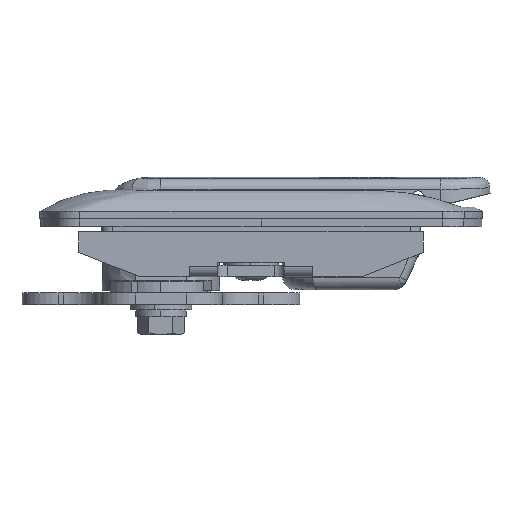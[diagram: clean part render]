
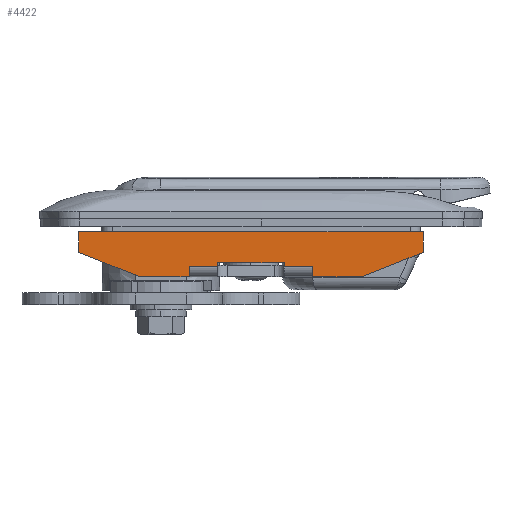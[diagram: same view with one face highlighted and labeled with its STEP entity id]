
A CAD part, left-side view. The second image highlights one B-rep face of the part: STEP entity #4422.
In plain terms, the highlighted face is planar.
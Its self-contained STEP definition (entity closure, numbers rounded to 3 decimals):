
#49 = VERTEX_POINT ( 'NONE', #3326 ) ;
#159 = DIRECTION ( 'NONE',  ( 0., 0., 1. ) ) ;
#438 = DIRECTION ( 'NONE',  ( 0., 1., 0. ) ) ;
#873 = CARTESIAN_POINT ( 'NONE',  ( 14.3, -33.5, -8.8 ) ) ;
#1070 = DIRECTION ( 'NONE',  ( 0., 0., 1. ) ) ;
#1152 = VECTOR ( 'NONE', #3568, 1000. ) ;
#1423 = CARTESIAN_POINT ( 'NONE',  ( 14.3, -33.5, -8.8 ) ) ;
#1562 = CARTESIAN_POINT ( 'NONE',  ( 14.3, -12., 0. ) ) ;
#1736 = VECTOR ( 'NONE', #5264, 1000. ) ;
#1756 = ORIENTED_EDGE ( 'NONE', *, *, #9417, .T. ) ;
#1782 = VECTOR ( 'NONE', #12596, 1000. ) ;
#1796 = DIRECTION ( 'NONE',  ( 0., 0., -1. ) ) ;
#1985 = CARTESIAN_POINT ( 'NONE',  ( 14.3, 12., 0. ) ) ;
#1988 = CARTESIAN_POINT ( 'NONE',  ( 14.3, 12., 0. ) ) ;
#2285 = ORIENTED_EDGE ( 'NONE', *, *, #3259, .F. ) ;
#2404 = VERTEX_POINT ( 'NONE', #2524 ) ;
#2524 = CARTESIAN_POINT ( 'NONE',  ( 14.3, -6.5, -2. ) ) ;
#2737 = VERTEX_POINT ( 'NONE', #1988 ) ;
#2779 = VECTOR ( 'NONE', #159, 1000. ) ;
#2870 = DIRECTION ( 'NONE',  ( 0., 1., 0. ) ) ;
#2917 = CARTESIAN_POINT ( 'NONE',  ( 14.3, 33.5, -2. ) ) ;
#2959 = CARTESIAN_POINT ( 'NONE',  ( 14.3, 21.5, 0. ) ) ;
#3219 = CARTESIAN_POINT ( 'NONE',  ( 14.3, -21.5, 0. ) ) ;
#3231 = CARTESIAN_POINT ( 'NONE',  ( 14.3, 21.5, 0. ) ) ;
#3259 = EDGE_CURVE ( 'NONE', #12454, #4945, #4001, .T. ) ;
#3306 = LINE ( 'NONE', #873, #6581 ) ;
#3326 = CARTESIAN_POINT ( 'NONE',  ( 14.3, 6.5, -2. ) ) ;
#3568 = DIRECTION ( 'NONE',  ( 0., -1., 0. ) ) ;
#3755 = VERTEX_POINT ( 'NONE', #1423 ) ;
#3810 = VECTOR ( 'NONE', #13624, 1000. ) ;
#3924 = VERTEX_POINT ( 'NONE', #9618 ) ;
#3974 = EDGE_CURVE ( 'NONE', #9442, #3755, #3306, .T. ) ;
#4001 = LINE ( 'NONE', #1562, #9522 ) ;
#4321 = LINE ( 'NONE', #12627, #11568 ) ;
#4326 = CARTESIAN_POINT ( 'NONE',  ( 14.3, -33.5, -4.8 ) ) ;
#4376 = LINE ( 'NONE', #3231, #1782 ) ;
#4422 = ADVANCED_FACE ( 'NONE', ( #7728 ), #13884, .F. ) ;
#4648 = LINE ( 'NONE', #9338, #1152 ) ;
#4936 = DIRECTION ( 'NONE',  ( -1., 0., 0. ) ) ;
#4945 = VERTEX_POINT ( 'NONE', #8175 ) ;
#4982 = VERTEX_POINT ( 'NONE', #7024 ) ;
#5106 = ORIENTED_EDGE ( 'NONE', *, *, #10472, .T. ) ;
#5112 = VECTOR ( 'NONE', #2870, 1000. ) ;
#5264 = DIRECTION ( 'NONE',  ( 0., 1., 0. ) ) ;
#5285 = VECTOR ( 'NONE', #13544, 1000. ) ;
#5289 = EDGE_CURVE ( 'NONE', #2737, #6980, #13646, .T. ) ;
#5387 = LINE ( 'NONE', #12235, #8878 ) ;
#5409 = LINE ( 'NONE', #12483, #5285 ) ;
#5433 = LINE ( 'NONE', #2917, #12093 ) ;
#5492 = CARTESIAN_POINT ( 'NONE',  ( 14.3, -12., 0. ) ) ;
#5955 = EDGE_LOOP ( 'NONE', ( #5106, #10255, #7722, #1756, #8671, #14256, #6931, #6349, #2285, #7030, #13789, #11261, #6510, #15018 ) ) ;
#6179 = LINE ( 'NONE', #13268, #2779 ) ;
#6235 = CARTESIAN_POINT ( 'NONE',  ( 14.3, 33.5, -2. ) ) ;
#6349 = ORIENTED_EDGE ( 'NONE', *, *, #11187, .T. ) ;
#6451 = LINE ( 'NONE', #13386, #5112 ) ;
#6510 = ORIENTED_EDGE ( 'NONE', *, *, #8317, .F. ) ;
#6581 = VECTOR ( 'NONE', #11444, 1000. ) ;
#6626 = CARTESIAN_POINT ( 'NONE',  ( 14.3, -21.5, 0. ) ) ;
#6931 = ORIENTED_EDGE ( 'NONE', *, *, #11252, .T. ) ;
#6980 = VERTEX_POINT ( 'NONE', #2959 ) ;
#7024 = CARTESIAN_POINT ( 'NONE',  ( 14.3, 6.5, -2.8 ) ) ;
#7030 = ORIENTED_EDGE ( 'NONE', *, *, #11669, .F. ) ;
#7232 = CARTESIAN_POINT ( 'NONE',  ( 14.3, 33.5, -8.8 ) ) ;
#7388 = LINE ( 'NONE', #6235, #13134 ) ;
#7722 = ORIENTED_EDGE ( 'NONE', *, *, #10118, .T. ) ;
#7728 = FACE_OUTER_BOUND ( 'NONE', #5955, .T. ) ;
#7865 = CARTESIAN_POINT ( 'NONE',  ( 14.3, 12., -2. ) ) ;
#7925 = VECTOR ( 'NONE', #438, 1000. ) ;
#8174 = CARTESIAN_POINT ( 'NONE',  ( 14.3, 33.5, -4.8 ) ) ;
#8175 = CARTESIAN_POINT ( 'NONE',  ( 14.3, -12., -2. ) ) ;
#8317 = EDGE_CURVE ( 'NONE', #12636, #3755, #4648, .T. ) ;
#8393 = DIRECTION ( 'NONE',  ( 0., -1., 0. ) ) ;
#8671 = ORIENTED_EDGE ( 'NONE', *, *, #9592, .F. ) ;
#8698 = CARTESIAN_POINT ( 'NONE',  ( 14.3, -33.5, 0. ) ) ;
#8878 = VECTOR ( 'NONE', #1796, 1000. ) ;
#9338 = CARTESIAN_POINT ( 'NONE',  ( 14.3, 33.5, -8.8 ) ) ;
#9417 = EDGE_CURVE ( 'NONE', #13588, #49, #7388, .T. ) ;
#9440 = EDGE_CURVE ( 'NONE', #12993, #9442, #10803, .T. ) ;
#9442 = VERTEX_POINT ( 'NONE', #4326 ) ;
#9522 = VECTOR ( 'NONE', #9922, 1000. ) ;
#9592 = EDGE_CURVE ( 'NONE', #4982, #49, #5409, .T. ) ;
#9618 = CARTESIAN_POINT ( 'NONE',  ( 14.3, -6.5, -2.8 ) ) ;
#9897 = EDGE_CURVE ( 'NONE', #13234, #12636, #5387, .T. ) ;
#9922 = DIRECTION ( 'NONE',  ( 0., 0., -1. ) ) ;
#10118 = EDGE_CURVE ( 'NONE', #2737, #13588, #4321, .T. ) ;
#10255 = ORIENTED_EDGE ( 'NONE', *, *, #5289, .F. ) ;
#10472 = EDGE_CURVE ( 'NONE', #13234, #6980, #4376, .T. ) ;
#10803 = LINE ( 'NONE', #6626, #3810 ) ;
#11187 = EDGE_CURVE ( 'NONE', #2404, #4945, #5433, .T. ) ;
#11252 = EDGE_CURVE ( 'NONE', #3924, #2404, #6179, .T. ) ;
#11261 = ORIENTED_EDGE ( 'NONE', *, *, #3974, .T. ) ;
#11444 = DIRECTION ( 'NONE',  ( 0., 0., -1. ) ) ;
#11568 = VECTOR ( 'NONE', #13780, 1000. ) ;
#11669 = EDGE_CURVE ( 'NONE', #12993, #12454, #14619, .T. ) ;
#12093 = VECTOR ( 'NONE', #14735, 1000. ) ;
#12235 = CARTESIAN_POINT ( 'NONE',  ( 14.3, 33.5, -8.8 ) ) ;
#12454 = VERTEX_POINT ( 'NONE', #5492 ) ;
#12483 = CARTESIAN_POINT ( 'NONE',  ( 14.3, 6.5, -2.8 ) ) ;
#12596 = DIRECTION ( 'NONE',  ( 0., -0.928, 0.371 ) ) ;
#12627 = CARTESIAN_POINT ( 'NONE',  ( 14.3, 12., 0. ) ) ;
#12636 = VERTEX_POINT ( 'NONE', #7232 ) ;
#12993 = VERTEX_POINT ( 'NONE', #3219 ) ;
#13134 = VECTOR ( 'NONE', #8393, 1000. ) ;
#13234 = VERTEX_POINT ( 'NONE', #8174 ) ;
#13268 = CARTESIAN_POINT ( 'NONE',  ( 14.3, -6.5, -2.8 ) ) ;
#13386 = CARTESIAN_POINT ( 'NONE',  ( 14.3, 6.5, -2.8 ) ) ;
#13544 = DIRECTION ( 'NONE',  ( 0., 0., 1. ) ) ;
#13588 = VERTEX_POINT ( 'NONE', #7865 ) ;
#13624 = DIRECTION ( 'NONE',  ( 0., -0.928, -0.371 ) ) ;
#13646 = LINE ( 'NONE', #1985, #1736 ) ;
#13721 = AXIS2_PLACEMENT_3D ( 'NONE', #15120, #4936, #1070 ) ;
#13780 = DIRECTION ( 'NONE',  ( 0., 0., -1. ) ) ;
#13789 = ORIENTED_EDGE ( 'NONE', *, *, #9440, .T. ) ;
#13884 = PLANE ( 'NONE',  #13721 ) ;
#14256 = ORIENTED_EDGE ( 'NONE', *, *, #14788, .F. ) ;
#14619 = LINE ( 'NONE', #8698, #7925 ) ;
#14735 = DIRECTION ( 'NONE',  ( 0., -1., 0. ) ) ;
#14788 = EDGE_CURVE ( 'NONE', #3924, #4982, #6451, .T. ) ;
#15018 = ORIENTED_EDGE ( 'NONE', *, *, #9897, .F. ) ;
#15120 = CARTESIAN_POINT ( 'NONE',  ( 14.3, 33.5, -8.8 ) ) ;
